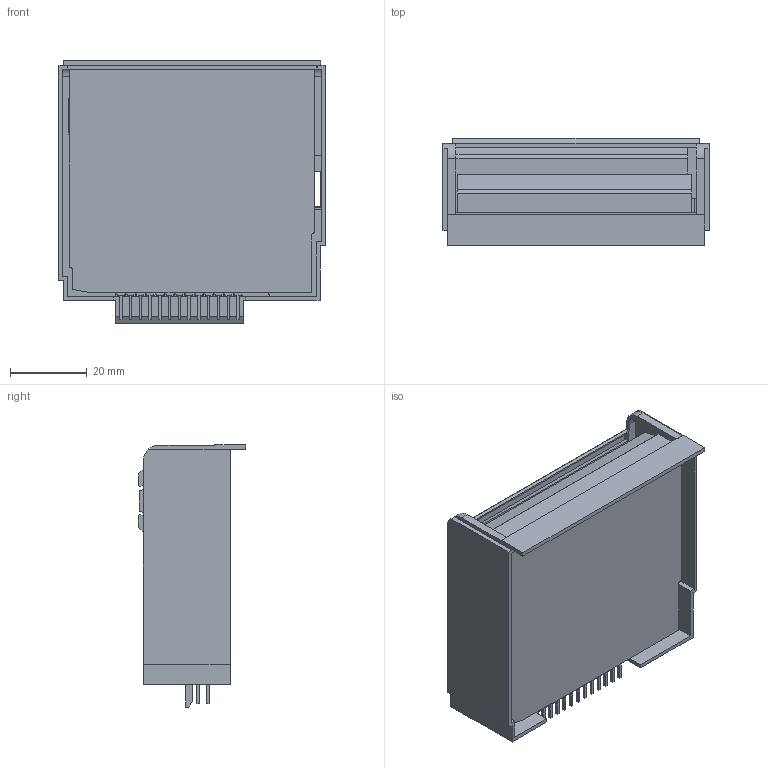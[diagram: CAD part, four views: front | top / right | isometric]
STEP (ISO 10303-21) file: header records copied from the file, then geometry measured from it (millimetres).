
FILE_DESCRIPTION (( 'STEP AP214' ), '1' );
FILE_NAME ('15353140_MODULO COMUNICACAO CFW500_CRS485_B Coord nc.STEP', '2021-07-14T11:38:49', ( '' ), ( '' ), 'SwSTEP 2.0', 'SolidWorks 2017', '' );
FILE_SCHEMA (( 'AUTOMOTIVE_DESIGN' ));
Length unit declared in the file: inch
Products named in the file (1): 15353140_MODULO COMUNICACAO CFW500_CRS485_B Coord nc
Bounding box: 69.25 x 27.85 x 68.21 mm (x, y, z)
Volume: 30216.7 mm3; surface area: 30377.6 mm2
Topology: 2 solids, 2 shells, 553 faces, 1461 edges, 954 vertices
Faces by surface type: plane 499, cylinder 54
Entity records: 16880 total; most frequent: CARTESIAN_POINT 2969, ORIENTED_EDGE 2922, DIRECTION 2683, EDGE_CURVE 1461, LINE 1347, VECTOR 1347, VERTEX_POINT 954, AXIS2_PLACEMENT_3D 668
